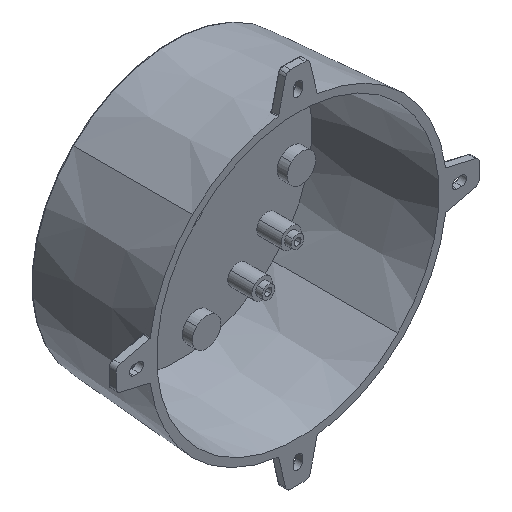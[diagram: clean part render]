
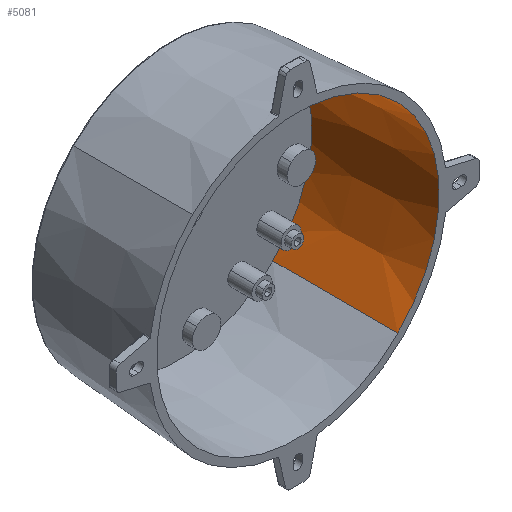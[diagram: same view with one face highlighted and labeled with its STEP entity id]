
A CAD part, isometric view. The second image highlights one B-rep face of the part: STEP entity #5081.
In plain terms, the highlighted conical face has half-angle 4 degrees and reference radius 44.291 mm.
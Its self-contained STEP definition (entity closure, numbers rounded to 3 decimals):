
#429 = DIRECTION ( 'NONE',  ( 0., 0., -1. ) ) ;
#774 = DIRECTION ( 'NONE',  ( 0., -1., 0. ) ) ;
#1273 = VERTEX_POINT ( 'NONE', #12580 ) ;
#1371 = DIRECTION ( 'NONE',  ( 0., -1., 0. ) ) ;
#1651 = DIRECTION ( 'NONE',  ( 0., 0., 1. ) ) ;
#1913 = ORIENTED_EDGE ( 'NONE', *, *, #4516, .T. ) ;
#1942 = CARTESIAN_POINT ( 'NONE',  ( 0., 0., 47.238 ) ) ;
#2743 = CARTESIAN_POINT ( 'NONE',  ( 0., 42.139, 0. ) ) ;
#3025 = CIRCLE ( 'NONE', #8060, 44.456 ) ;
#3717 = LINE ( 'NONE', #5070, #10574 ) ;
#4123 = CIRCLE ( 'NONE', #13491, 47.238 ) ;
#4272 = EDGE_CURVE ( 'NONE', #8274, #1273, #3025, .T. ) ;
#4516 = EDGE_CURVE ( 'NONE', #8274, #11169, #3717, .T. ) ;
#4968 = FACE_OUTER_BOUND ( 'NONE', #9031, .T. ) ;
#5070 = CARTESIAN_POINT ( 'NONE',  ( 0., 42.139, -44.291 ) ) ;
#5073 = LINE ( 'NONE', #9302, #5724 ) ;
#5081 = ADVANCED_FACE ( 'NONE', ( #4968 ), #9436, .F. ) ;
#5142 = DIRECTION ( 'NONE',  ( 0., -0.998, 0.07 ) ) ;
#5328 = ORIENTED_EDGE ( 'NONE', *, *, #12586, .T. ) ;
#5651 = ORIENTED_EDGE ( 'NONE', *, *, #4272, .F. ) ;
#5724 = VECTOR ( 'NONE', #5142, 1000. ) ;
#8060 = AXIS2_PLACEMENT_3D ( 'NONE', #10736, #774, #11742 ) ;
#8083 = DIRECTION ( 'NONE',  ( 0., -0.998, -0.07 ) ) ;
#8256 = CARTESIAN_POINT ( 'NONE',  ( 0., 0., 0. ) ) ;
#8274 = VERTEX_POINT ( 'NONE', #13761 ) ;
#9031 = EDGE_LOOP ( 'NONE', ( #9812, #5651, #1913, #5328 ) ) ;
#9114 = DIRECTION ( 'NONE',  ( 0., -1., 0. ) ) ;
#9302 = CARTESIAN_POINT ( 'NONE',  ( 0., 42.139, 44.291 ) ) ;
#9436 = CONICAL_SURFACE ( 'NONE', #10345, 44.291, 0.07 ) ;
#9812 = ORIENTED_EDGE ( 'NONE', *, *, #13976, .F. ) ;
#10132 = VERTEX_POINT ( 'NONE', #1942 ) ;
#10345 = AXIS2_PLACEMENT_3D ( 'NONE', #2743, #1371, #429 ) ;
#10574 = VECTOR ( 'NONE', #8083, 1000. ) ;
#10630 = CARTESIAN_POINT ( 'NONE',  ( 0., 0., -47.238 ) ) ;
#10736 = CARTESIAN_POINT ( 'NONE',  ( 0., 39.776, 0. ) ) ;
#11169 = VERTEX_POINT ( 'NONE', #10630 ) ;
#11742 = DIRECTION ( 'NONE',  ( 0., 0., -1. ) ) ;
#12580 = CARTESIAN_POINT ( 'NONE',  ( 0., 39.776, 44.456 ) ) ;
#12586 = EDGE_CURVE ( 'NONE', #11169, #10132, #4123, .T. ) ;
#13491 = AXIS2_PLACEMENT_3D ( 'NONE', #8256, #9114, #1651 ) ;
#13761 = CARTESIAN_POINT ( 'NONE',  ( 0., 39.776, -44.456 ) ) ;
#13976 = EDGE_CURVE ( 'NONE', #1273, #10132, #5073, .T. ) ;
